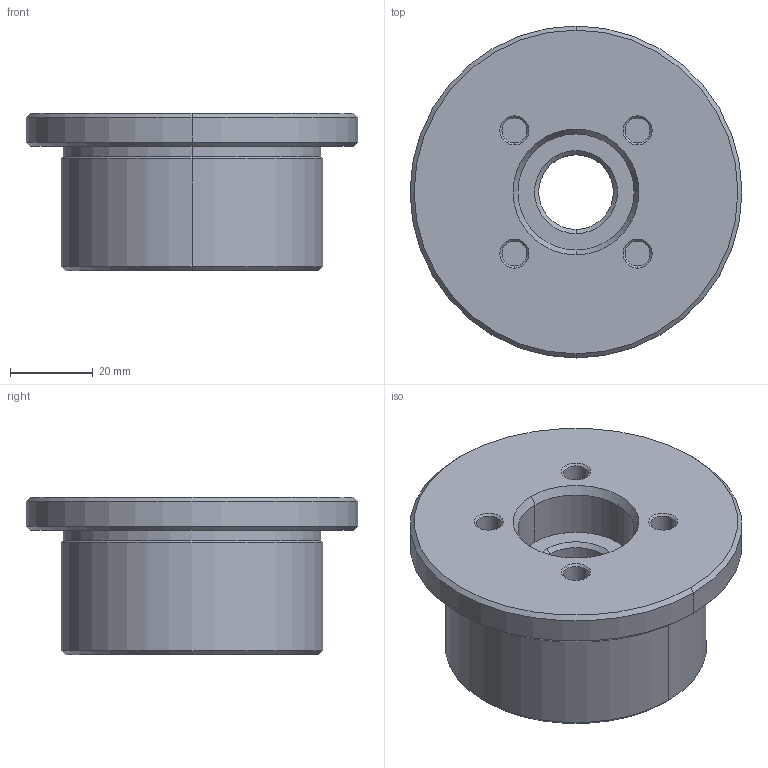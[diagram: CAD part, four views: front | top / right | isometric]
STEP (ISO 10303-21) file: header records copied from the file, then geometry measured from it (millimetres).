
FILE_DESCRIPTION (( 'STEP AP203' ), '1' );
FILE_NAME ('cp122-06501.STEP', '2021-10-25T23:34:22', ( '' ), ( '' ), 'SwSTEP 2.0', 'SolidWorks 2020', '' );
FILE_SCHEMA (( 'CONFIG_CONTROL_DESIGN' ));
Length unit declared in the file: millimetre
Products named in the file (1): cp122-06501
Bounding box: 80 x 80 x 38 mm (x, y, z)
Volume: 116956.8 mm3; surface area: 20611.2 mm2
Topology: 1 solids, 1 shells, 53 faces, 114 edges, 70 vertices
Faces by surface type: cone 24, cylinder 18, plane 9, torus 2
Entity records: 1537 total; most frequent: DIRECTION 294, CARTESIAN_POINT 238, ORIENTED_EDGE 228, AXIS2_PLACEMENT_3D 126, EDGE_CURVE 114, CIRCLE 72, VERTEX_POINT 70, EDGE_LOOP 62
